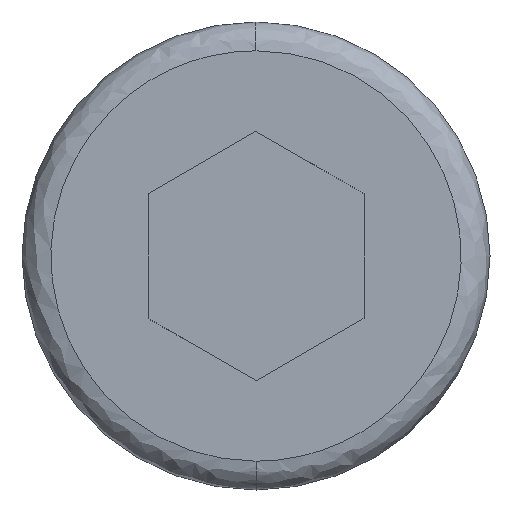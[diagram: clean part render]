
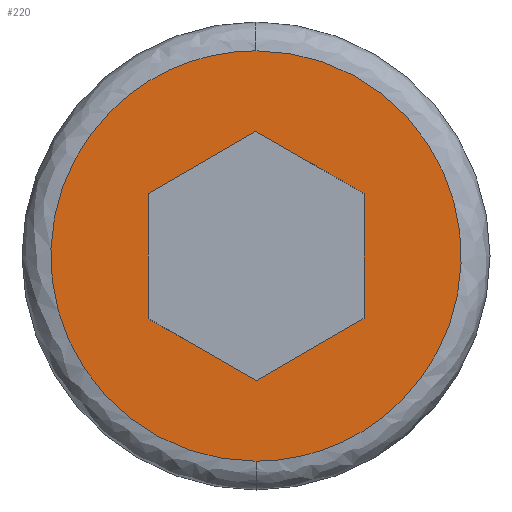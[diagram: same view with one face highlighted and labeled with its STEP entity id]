
A CAD part, left-side view. The second image highlights one B-rep face of the part: STEP entity #220.
In plain terms, the highlighted planar face has unit normal (-1, 0, 0).
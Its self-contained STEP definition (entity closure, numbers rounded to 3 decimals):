
#8 = CARTESIAN_POINT ( 'NONE',  ( -8., -11.4, -5.7 ) ) ;
#17 = FACE_OUTER_BOUND ( 'NONE', #481, .T. ) ;
#21 = DIRECTION ( 'NONE',  ( 0., 0.866, 0.5 ) ) ;
#30 = DIRECTION ( 'NONE',  ( 0., 0.866, -0.5 ) ) ;
#41 = VERTEX_POINT ( 'NONE', #330 ) ;
#45 = CARTESIAN_POINT ( 'NONE',  ( -8., 0., 5.7 ) ) ;
#47 = CARTESIAN_POINT ( 'NONE',  ( -8., 0., -3.464 ) ) ;
#60 = EDGE_CURVE ( 'NONE', #480, #443, #437, .T. ) ;
#61 = CARTESIAN_POINT ( 'NONE',  ( -8., 0., -5.7 ) ) ;
#88 = ORIENTED_EDGE ( 'NONE', *, *, #365, .F. ) ;
#90 = DIRECTION ( 'NONE',  ( -1., 0., 0. ) ) ;
#97 = CARTESIAN_POINT ( 'NONE',  ( -8., 0., -5.7 ) ) ;
#102 = EDGE_CURVE ( 'NONE', #41, #203, #491, .T. ) ;
#115 = EDGE_CURVE ( 'NONE', #515, #41, #423, .T. ) ;
#121 = EDGE_CURVE ( 'NONE', #443, #355, #528, .T. ) ;
#124 = DIRECTION ( 'NONE',  ( 0., 0., 1. ) ) ;
#138 = CARTESIAN_POINT ( 'NONE',  ( -8., -11.4, 5.7 ) ) ;
#139 = EDGE_CURVE ( 'NONE', #203, #480, #414, .T. ) ;
#146 = CARTESIAN_POINT ( 'NONE',  ( -8., -3., -1.732 ) ) ;
#157 = CARTESIAN_POINT ( 'NONE',  ( -8., 11.4, -5.7 ) ) ;
#170 = VECTOR ( 'NONE', #207, 1000. ) ;
#171 = ORIENTED_EDGE ( 'NONE', *, *, #139, .T. ) ;
#173 = CARTESIAN_POINT ( 'NONE',  ( -8., 0., 3.464 ) ) ;
#177 = ORIENTED_EDGE ( 'NONE', *, *, #102, .T. ) ;
#183 = VECTOR ( 'NONE', #30, 1000. ) ;
#191 = ORIENTED_EDGE ( 'NONE', *, *, #115, .T. ) ;
#203 = VERTEX_POINT ( 'NONE', #173 ) ;
#204 = CARTESIAN_POINT ( 'NONE',  ( -8., -3., 0. ) ) ;
#207 = DIRECTION ( 'NONE',  ( 0., 0., -1. ) ) ;
#211 = ORIENTED_EDGE ( 'NONE', *, *, #533, .T. ) ;
#217 = DIRECTION ( 'NONE',  ( 0., -0.866, -0.5 ) ) ;
#220 = ADVANCED_FACE ( 'NONE', ( #371, #17 ), #348, .T. ) ;
#222 = LINE ( 'NONE', #339, #527 ) ;
#231 = ORIENTED_EDGE ( 'NONE', *, *, #121, .T. ) ;
#244 =( BOUNDED_CURVE ( )  B_SPLINE_CURVE ( 3, ( #45, #138, #8, #97 ),
 .UNSPECIFIED., .F., .F. ) 
 B_SPLINE_CURVE_WITH_KNOTS ( ( 4, 4 ),
 ( 0.75, 1.25 ),
 .UNSPECIFIED. ) 
 CURVE ( )  GEOMETRIC_REPRESENTATION_ITEM ( )  RATIONAL_B_SPLINE_CURVE ( ( 1., 0.333, 0.333, 1. ) ) 
 REPRESENTATION_ITEM ( '' )  );
#250 = CARTESIAN_POINT ( 'NONE',  ( -8., 3., 0. ) ) ;
#259 = VERTEX_POINT ( 'NONE', #387 ) ;
#263 = CARTESIAN_POINT ( 'NONE',  ( -8., 4.982, 0. ) ) ;
#276 =( BOUNDED_CURVE ( )  B_SPLINE_CURVE ( 3, ( #493, #157, #496, #336 ),
 .UNSPECIFIED., .F., .F. ) 
 B_SPLINE_CURVE_WITH_KNOTS ( ( 4, 4 ),
 ( 0.25, 0.75 ),
 .UNSPECIFIED. ) 
 CURVE ( )  GEOMETRIC_REPRESENTATION_ITEM ( )  RATIONAL_B_SPLINE_CURVE ( ( 1., 0.333, 0.333, 1. ) ) 
 REPRESENTATION_ITEM ( '' )  );
#314 = VECTOR ( 'NONE', #217, 1000. ) ;
#319 = VECTOR ( 'NONE', #420, 1000. ) ;
#322 = ORIENTED_EDGE ( 'NONE', *, *, #60, .T. ) ;
#330 = CARTESIAN_POINT ( 'NONE',  ( -8., 3., 1.732 ) ) ;
#336 = CARTESIAN_POINT ( 'NONE',  ( -8., 0., 5.7 ) ) ;
#339 = CARTESIAN_POINT ( 'NONE',  ( -8., 0., -3.464 ) ) ;
#345 = VECTOR ( 'NONE', #505, 1000. ) ;
#348 = PLANE ( 'NONE',  #433 ) ;
#355 = VERTEX_POINT ( 'NONE', #47 ) ;
#356 = EDGE_LOOP ( 'NONE', ( #231, #211, #191, #177, #171, #322 ) ) ;
#365 = EDGE_CURVE ( 'NONE', #259, #467, #244, .T. ) ;
#371 = FACE_BOUND ( 'NONE', #356, .T. ) ;
#387 = CARTESIAN_POINT ( 'NONE',  ( -8., 0., 5.7 ) ) ;
#414 = LINE ( 'NONE', #554, #314 ) ;
#416 = CARTESIAN_POINT ( 'NONE',  ( -8., 3., -1.732 ) ) ;
#419 = CARTESIAN_POINT ( 'NONE',  ( -8., 3., 1.732 ) ) ;
#420 = DIRECTION ( 'NONE',  ( 0., -0.866, 0.5 ) ) ;
#423 = LINE ( 'NONE', #250, #345 ) ;
#433 = AXIS2_PLACEMENT_3D ( 'NONE', #263, #90, #124 ) ;
#437 = LINE ( 'NONE', #204, #170 ) ;
#443 = VERTEX_POINT ( 'NONE', #146 ) ;
#444 = CARTESIAN_POINT ( 'NONE',  ( -8., -3., 1.732 ) ) ;
#467 = VERTEX_POINT ( 'NONE', #61 ) ;
#480 = VERTEX_POINT ( 'NONE', #444 ) ;
#481 = EDGE_LOOP ( 'NONE', ( #552, #88 ) ) ;
#491 = LINE ( 'NONE', #419, #319 ) ;
#493 = CARTESIAN_POINT ( 'NONE',  ( -8., 0., -5.7 ) ) ;
#496 = CARTESIAN_POINT ( 'NONE',  ( -8., 11.4, 5.7 ) ) ;
#505 = DIRECTION ( 'NONE',  ( 0., 0., 1. ) ) ;
#512 = EDGE_CURVE ( 'NONE', #467, #259, #276, .T. ) ;
#515 = VERTEX_POINT ( 'NONE', #416 ) ;
#527 = VECTOR ( 'NONE', #21, 1000. ) ;
#528 = LINE ( 'NONE', #550, #183 ) ;
#533 = EDGE_CURVE ( 'NONE', #355, #515, #222, .T. ) ;
#550 = CARTESIAN_POINT ( 'NONE',  ( -8., -3., -1.732 ) ) ;
#552 = ORIENTED_EDGE ( 'NONE', *, *, #512, .F. ) ;
#554 = CARTESIAN_POINT ( 'NONE',  ( -8., 0., 3.464 ) ) ;
